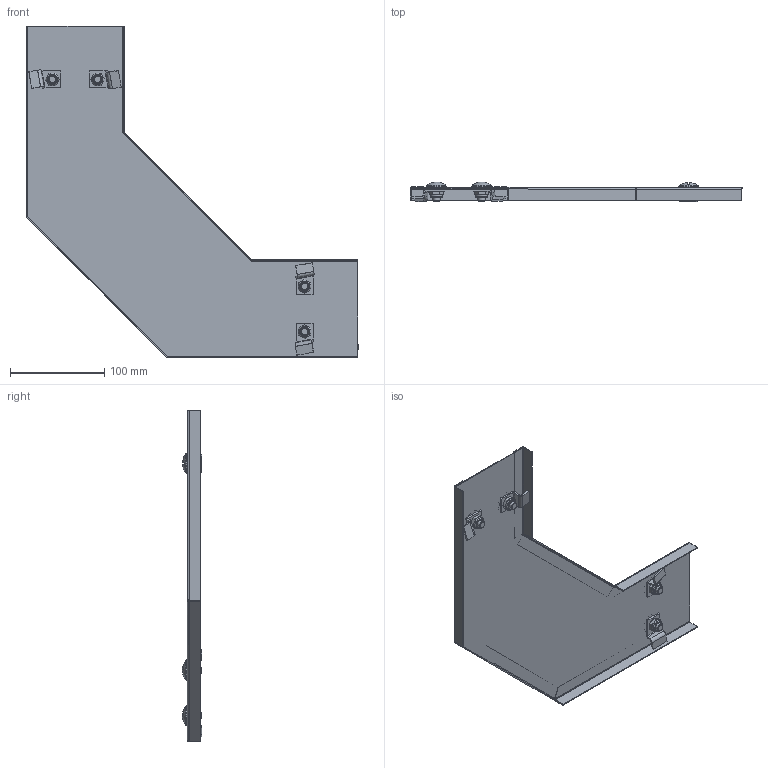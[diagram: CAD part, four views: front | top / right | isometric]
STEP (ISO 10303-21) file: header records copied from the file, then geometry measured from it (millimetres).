
FILE_DESCRIPTION (( 'STEP AP214' ), '1' );
FILE_NAME ('7134982.STP', '2019-12-03T14:32:06', ( '' ), ( '' ), 'SwSTEP 2.0', 'SolidWorks 2018', '' );
FILE_SCHEMA (( 'AUTOMOTIVE_DESIGN' ));
Length unit declared in the file: millimetre
Products named in the file (9): KTS 08.044-116_Deckelblech NB=100 s=1; 7134982; KTS 08.044-125_100; s=1,0; KTS 14.002-012_M8x16; KTS 08.083-001_Standard; KTS 08.044-124_s=1,0; 011642_DIN EN ISO 10511 - M8 - C; KTS 08.080-017_Standard; KTS 08.082-002_Standard
Assembly tree (11 placements, depth 3):
  7134982
    KTS 08.044-116_Deckelblech NB=100 s=1
    KTS 08.044-124_s=1,0
    KTS 08.044-125_100; s=1,0
    KTS 08.080-017_Standard  x4
      KTS 08.083-001_Standard
      KTS 14.002-012_M8x16
      KTS 08.082-002_Standard
      011642_DIN EN ISO 10511 - M8 - C
Bounding box: 352.16 x 20.67 x 352.16 mm (x, y, z)
Volume: 102369.2 mm3; surface area: 190526.5 mm2
Topology: 19 solids, 19 shells, 506 faces, 1080 edges, 624 vertices
Faces by surface type: plane 274, cylinder 116, cone 80, torus 16, bspline 12, sphere 8
Entity records: 6235 total; most frequent: CARTESIAN_POINT 1362, DIRECTION 954, ORIENTED_EDGE 888, EDGE_CURVE 444, AXIS2_PLACEMENT_3D 340, LINE 274, VECTOR 274, VERTEX_POINT 252
